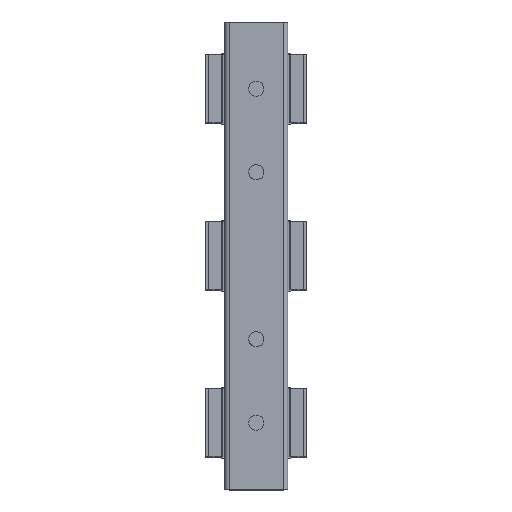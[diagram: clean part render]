
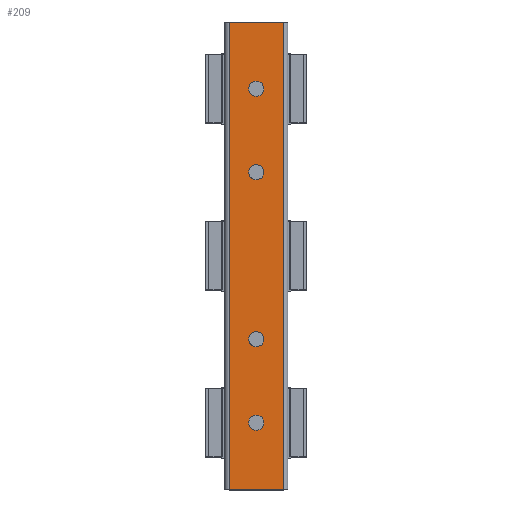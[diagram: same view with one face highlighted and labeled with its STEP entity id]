
A CAD part, top view. The second image highlights one B-rep face of the part: STEP entity #209.
In plain terms, the highlighted planar face has unit normal (0, 0, 1).
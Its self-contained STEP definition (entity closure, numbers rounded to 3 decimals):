
#209=ADVANCED_FACE('',(#1212,#1213,#1214,#1215,#1216),#1217,.T.);
#1212=FACE_OUTER_BOUND('',#3232,.T.);
#1213=FACE_BOUND('',#3233,.T.);
#1214=FACE_BOUND('',#3234,.T.);
#1215=FACE_BOUND('',#3235,.T.);
#1216=FACE_BOUND('',#3236,.T.);
#1217=PLANE('',#3237);
#3232=EDGE_LOOP('',(#5322,#5323,#5324,#5325));
#3233=EDGE_LOOP('',(#5326,#5327));
#3234=EDGE_LOOP('',(#5328,#5329));
#3235=EDGE_LOOP('',(#5330,#5331));
#3236=EDGE_LOOP('',(#5332,#5333));
#3237=AXIS2_PLACEMENT_3D('',#5334,#5335,#5336);
#5322=ORIENTED_EDGE('',*,*,#13690,.F.);
#5323=ORIENTED_EDGE('',*,*,#13691,.F.);
#5324=ORIENTED_EDGE('',*,*,#13692,.T.);
#5325=ORIENTED_EDGE('',*,*,#13693,.T.);
#5326=ORIENTED_EDGE('',*,*,#13694,.T.);
#5327=ORIENTED_EDGE('',*,*,#13667,.T.);
#5328=ORIENTED_EDGE('',*,*,#13695,.F.);
#5329=ORIENTED_EDGE('',*,*,#13650,.F.);
#5330=ORIENTED_EDGE('',*,*,#13696,.F.);
#5331=ORIENTED_EDGE('',*,*,#13642,.F.);
#5332=ORIENTED_EDGE('',*,*,#13697,.T.);
#5333=ORIENTED_EDGE('',*,*,#13652,.T.);
#5334=CARTESIAN_POINT('',(13.705,56.211,12.5));
#5335=DIRECTION('',(0.0,0.0,1.0));
#5336=DIRECTION('',(1.0,0.0,0.0));
#13642=EDGE_CURVE('',#16371,#16373,#16374,.T.);
#13650=EDGE_CURVE('',#16387,#16389,#16390,.T.);
#13652=EDGE_CURVE('',#16392,#16393,#16394,.T.);
#13667=EDGE_CURVE('',#16421,#16422,#16423,.T.);
#13690=EDGE_CURVE('',#16466,#16467,#16468,.T.);
#13691=EDGE_CURVE('',#16469,#16466,#16470,.T.);
#13692=EDGE_CURVE('',#16469,#16471,#16472,.T.);
#13693=EDGE_CURVE('',#16471,#16467,#16473,.T.);
#13694=EDGE_CURVE('',#16422,#16421,#16474,.T.);
#13695=EDGE_CURVE('',#16389,#16387,#16475,.T.);
#13696=EDGE_CURVE('',#16373,#16371,#16476,.T.);
#13697=EDGE_CURVE('',#16393,#16392,#16477,.T.);
#16371=VERTEX_POINT('',#20893);
#16373=VERTEX_POINT('',#20896);
#16374=CIRCLE('',#20897,5.);
#16387=VERTEX_POINT('',#20913);
#16389=VERTEX_POINT('',#20916);
#16390=CIRCLE('',#20917,5.);
#16392=VERTEX_POINT('',#20920);
#16393=VERTEX_POINT('',#20921);
#16394=CIRCLE('',#20922,5.0);
#16421=VERTEX_POINT('',#20957);
#16422=VERTEX_POINT('',#20958);
#16423=CIRCLE('',#20959,5.0);
#16466=VERTEX_POINT('',#21014);
#16467=VERTEX_POINT('',#21015);
#16468=LINE('',#21016,#21017);
#16469=VERTEX_POINT('',#21018);
#16470=LINE('',#21019,#21020);
#16471=VERTEX_POINT('',#21021);
#16472=LINE('',#21022,#21023);
#16473=LINE('',#21024,#21025);
#16474=CIRCLE('',#21026,5.0);
#16475=CIRCLE('',#21027,5.);
#16476=CIRCLE('',#21028,5.);
#16477=CIRCLE('',#21029,5.0);
#20893=CARTESIAN_POINT('',(29.505,-42.789,12.5));
#20896=CARTESIAN_POINT('',(39.505,-42.789,12.5));
#20897=AXIS2_PLACEMENT_3D('',#27856,#27857,#27858);
#20913=CARTESIAN_POINT('',(29.505,-152.789,12.5));
#20916=CARTESIAN_POINT('',(39.505,-152.789,12.5));
#20917=AXIS2_PLACEMENT_3D('',#27872,#27873,#27874);
#20920=CARTESIAN_POINT('',(39.505,12.211,12.5));
#20921=CARTESIAN_POINT('',(29.505,12.211,12.5));
#20922=AXIS2_PLACEMENT_3D('',#27876,#27877,#27878);
#20957=CARTESIAN_POINT('',(39.505,-207.789,12.5));
#20958=CARTESIAN_POINT('',(29.505,-207.789,12.5));
#20959=AXIS2_PLACEMENT_3D('',#27905,#27906,#27907);
#21014=CARTESIAN_POINT('',(52.305,-251.789,12.5));
#21015=CARTESIAN_POINT('',(16.705,-251.789,12.5));
#21016=CARTESIAN_POINT('',(13.705,-251.789,12.5));
#21017=VECTOR('',#27950,1000.0);
#21018=CARTESIAN_POINT('',(52.305,56.211,12.5));
#21019=CARTESIAN_POINT('',(52.305,56.211,12.5));
#21020=VECTOR('',#27951,1000.0);
#21021=CARTESIAN_POINT('',(16.705,56.211,12.5));
#21022=CARTESIAN_POINT('',(13.705,56.211,12.5));
#21023=VECTOR('',#27952,1000.0);
#21024=CARTESIAN_POINT('',(16.705,56.211,12.5));
#21025=VECTOR('',#27953,1000.0);
#21026=AXIS2_PLACEMENT_3D('',#27954,#27955,#27956);
#21027=AXIS2_PLACEMENT_3D('',#27957,#27958,#27959);
#21028=AXIS2_PLACEMENT_3D('',#27960,#27961,#27962);
#21029=AXIS2_PLACEMENT_3D('',#27963,#27964,#27965);
#27856=CARTESIAN_POINT('',(34.505,-42.789,12.5));
#27857=DIRECTION('',(0.0,0.0,1.0));
#27858=DIRECTION('',(1.0,0.0,0.0));
#27872=CARTESIAN_POINT('',(34.505,-152.789,12.5));
#27873=DIRECTION('',(0.0,0.0,1.0));
#27874=DIRECTION('',(1.0,0.0,0.0));
#27876=CARTESIAN_POINT('',(34.505,12.211,12.5));
#27877=DIRECTION('',(0.0,0.0,-1.0));
#27878=DIRECTION('',(-1.0,0.0,0.0));
#27905=CARTESIAN_POINT('',(34.505,-207.789,12.5));
#27906=DIRECTION('',(0.0,0.0,-1.0));
#27907=DIRECTION('',(-1.0,0.0,0.0));
#27950=DIRECTION('',(-1.0,0.0,0.0));
#27951=DIRECTION('',(-0.0,-1.0,-0.0));
#27952=DIRECTION('',(-1.0,0.0,0.0));
#27953=DIRECTION('',(-0.0,-1.0,-0.0));
#27954=CARTESIAN_POINT('',(34.505,-207.789,12.5));
#27955=DIRECTION('',(0.0,0.0,-1.0));
#27956=DIRECTION('',(-1.0,0.0,0.0));
#27957=CARTESIAN_POINT('',(34.505,-152.789,12.5));
#27958=DIRECTION('',(0.0,0.0,1.0));
#27959=DIRECTION('',(1.0,0.0,0.0));
#27960=CARTESIAN_POINT('',(34.505,-42.789,12.5));
#27961=DIRECTION('',(0.0,0.0,1.0));
#27962=DIRECTION('',(1.0,0.0,0.0));
#27963=CARTESIAN_POINT('',(34.505,12.211,12.5));
#27964=DIRECTION('',(0.0,0.0,-1.0));
#27965=DIRECTION('',(-1.0,0.0,0.0));
